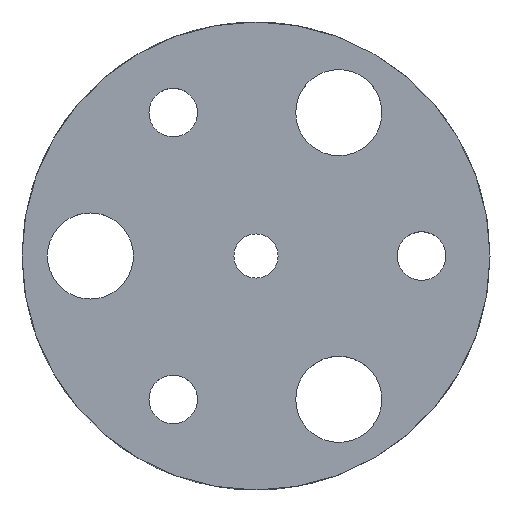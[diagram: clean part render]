
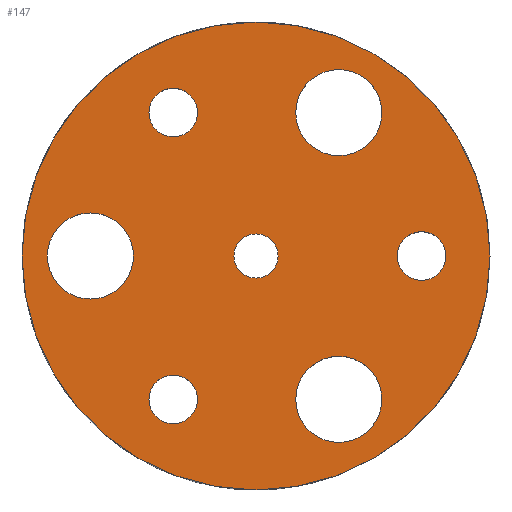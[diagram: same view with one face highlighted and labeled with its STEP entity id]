
A CAD part, top view. The second image highlights one B-rep face of the part: STEP entity #147.
In plain terms, the highlighted planar face has unit normal (0, 0, 1).
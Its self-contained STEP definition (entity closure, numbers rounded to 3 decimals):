
#3 = CARTESIAN_POINT ( 'NONE',  ( 175.445, 183.36, 3.7 ) ) ;
#6 = VERTEX_POINT ( 'NONE', #1133 ) ;
#11 = AXIS2_PLACEMENT_3D ( 'NONE', #806, #39, #733 ) ;
#12 = AXIS2_PLACEMENT_3D ( 'NONE', #991, #356, #104 ) ;
#14 = DIRECTION ( 'NONE',  ( 1., 0., 0. ) ) ;
#18 = ORIENTED_EDGE ( 'NONE', *, *, #244, .F. ) ;
#30 = AXIS2_PLACEMENT_3D ( 'NONE', #598, #501, #867 ) ;
#39 = DIRECTION ( 'NONE',  ( 0., 0., 1. ) ) ;
#62 = EDGE_CURVE ( 'NONE', #6, #557, #1094, .T. ) ;
#64 = CARTESIAN_POINT ( 'NONE',  ( 178.37, 183.36, 3.7 ) ) ;
#78 = PLANE ( 'NONE',  #30 ) ;
#90 = VERTEX_POINT ( 'NONE', #451 ) ;
#92 = ORIENTED_EDGE ( 'NONE', *, *, #508, .F. ) ;
#95 = DIRECTION ( 'NONE',  ( 1., 0., 0. ) ) ;
#100 = VERTEX_POINT ( 'NONE', #972 ) ;
#102 = AXIS2_PLACEMENT_3D ( 'NONE', #407, #763, #247 ) ;
#103 = AXIS2_PLACEMENT_3D ( 'NONE', #3, #869, #588 ) ;
#104 = DIRECTION ( 'NONE',  ( 1., 0., 0. ) ) ;
#112 = VERTEX_POINT ( 'NONE', #633 ) ;
#120 = CARTESIAN_POINT ( 'NONE',  ( 181.07, 173.618, 3.7 ) ) ;
#125 = CARTESIAN_POINT ( 'NONE',  ( 169.82, 173.618, 3.7 ) ) ;
#128 = CARTESIAN_POINT ( 'NONE',  ( 175.445, 183.36, 3.7 ) ) ;
#137 = AXIS2_PLACEMENT_3D ( 'NONE', #1007, #1083, #535 ) ;
#138 = CARTESIAN_POINT ( 'NONE',  ( 171.32, 173.618, 3.7 ) ) ;
#139 = EDGE_CURVE ( 'NONE', #557, #6, #834, .T. ) ;
#140 = CIRCLE ( 'NONE', #12, 1.65 ) ;
#147 = ADVANCED_FACE ( 'NONE', ( #673, #1049, #1120, #240, #691, #1052, #861, #1126 ), #78, .T. ) ;
#149 = ORIENTED_EDGE ( 'NONE', *, *, #62, .F. ) ;
#152 = EDGE_LOOP ( 'NONE', ( #564, #185 ) ) ;
#160 = CIRCLE ( 'NONE', #623, 2.925 ) ;
#161 = CIRCLE ( 'NONE', #645, 1.5 ) ;
#170 = ORIENTED_EDGE ( 'NONE', *, *, #288, .T. ) ;
#174 = CARTESIAN_POINT ( 'NONE',  ( 169.82, 173.618, 3.7 ) ) ;
#175 = AXIS2_PLACEMENT_3D ( 'NONE', #174, #685, #773 ) ;
#181 = DIRECTION ( 'NONE',  ( 0., 0., 1. ) ) ;
#185 = ORIENTED_EDGE ( 'NONE', *, *, #518, .F. ) ;
#202 = CARTESIAN_POINT ( 'NONE',  ( 179.42, 173.618, 3.7 ) ) ;
#207 = DIRECTION ( 'NONE',  ( 0., 0., 1. ) ) ;
#212 = CIRCLE ( 'NONE', #175, 15.9 ) ;
#233 = ORIENTED_EDGE ( 'NONE', *, *, #862, .F. ) ;
#239 = DIRECTION ( 'NONE',  ( 1., 0., 0. ) ) ;
#240 = FACE_OUTER_BOUND ( 'NONE', #899, .T. ) ;
#244 = EDGE_CURVE ( 'NONE', #883, #100, #140, .T. ) ;
#247 = DIRECTION ( 'NONE',  ( 1., 0., 0. ) ) ;
#256 = EDGE_LOOP ( 'NONE', ( #629, #1002 ) ) ;
#259 = AXIS2_PLACEMENT_3D ( 'NONE', #693, #181, #95 ) ;
#288 = EDGE_CURVE ( 'NONE', #429, #770, #420, .T. ) ;
#289 = ORIENTED_EDGE ( 'NONE', *, *, #992, .F. ) ;
#294 = CIRCLE ( 'NONE', #1130, 1.65 ) ;
#305 = CARTESIAN_POINT ( 'NONE',  ( 178.37, 163.875, 3.7 ) ) ;
#307 = VERTEX_POINT ( 'NONE', #802 ) ;
#320 = EDGE_CURVE ( 'NONE', #1064, #627, #294, .T. ) ;
#328 = ORIENTED_EDGE ( 'NONE', *, *, #1116, .F. ) ;
#330 = AXIS2_PLACEMENT_3D ( 'NONE', #597, #488, #503 ) ;
#334 = EDGE_LOOP ( 'NONE', ( #809, #18 ) ) ;
#347 = CIRCLE ( 'NONE', #1009, 2.925 ) ;
#350 = VERTEX_POINT ( 'NONE', #846 ) ;
#356 = DIRECTION ( 'NONE',  ( 0., 0., 1. ) ) ;
#369 = EDGE_CURVE ( 'NONE', #100, #883, #453, .T. ) ;
#372 = VERTEX_POINT ( 'NONE', #64 ) ;
#376 = VERTEX_POINT ( 'NONE', #138 ) ;
#379 = CARTESIAN_POINT ( 'NONE',  ( 165.845, 183.36, 3.7 ) ) ;
#385 = ORIENTED_EDGE ( 'NONE', *, *, #139, .F. ) ;
#407 = CARTESIAN_POINT ( 'NONE',  ( 164.195, 163.875, 3.7 ) ) ;
#420 = CIRCLE ( 'NONE', #643, 15.9 ) ;
#429 = VERTEX_POINT ( 'NONE', #472 ) ;
#431 = CARTESIAN_POINT ( 'NONE',  ( 169.82, 173.618, 3.7 ) ) ;
#433 = CIRCLE ( 'NONE', #330, 2.925 ) ;
#447 = DIRECTION ( 'NONE',  ( 0., 0., 1. ) ) ;
#451 = CARTESIAN_POINT ( 'NONE',  ( 161.495, 173.618, 3.7 ) ) ;
#453 = CIRCLE ( 'NONE', #509, 1.65 ) ;
#472 = CARTESIAN_POINT ( 'NONE',  ( 185.72, 173.618, 3.7 ) ) ;
#476 = ORIENTED_EDGE ( 'NONE', *, *, #771, .F. ) ;
#488 = DIRECTION ( 'NONE',  ( 0., 0., 1. ) ) ;
#501 = DIRECTION ( 'NONE',  ( 0., 0., 1. ) ) ;
#503 = DIRECTION ( 'NONE',  ( 1., 0., 0. ) ) ;
#508 = EDGE_CURVE ( 'NONE', #90, #1127, #433, .T. ) ;
#509 = AXIS2_PLACEMENT_3D ( 'NONE', #1001, #644, #566 ) ;
#518 = EDGE_CURVE ( 'NONE', #372, #112, #583, .T. ) ;
#535 = DIRECTION ( 'NONE',  ( 1., 0., 0. ) ) ;
#555 = EDGE_CURVE ( 'NONE', #770, #429, #212, .T. ) ;
#557 = VERTEX_POINT ( 'NONE', #571 ) ;
#558 = DIRECTION ( 'NONE',  ( 1., 0., 0. ) ) ;
#562 = CIRCLE ( 'NONE', #259, 1.65 ) ;
#564 = ORIENTED_EDGE ( 'NONE', *, *, #1088, .F. ) ;
#566 = DIRECTION ( 'NONE',  ( 1., 0., 0. ) ) ;
#568 = EDGE_CURVE ( 'NONE', #350, #799, #160, .T. ) ;
#571 = CARTESIAN_POINT ( 'NONE',  ( 162.545, 163.875, 3.7 ) ) ;
#578 = AXIS2_PLACEMENT_3D ( 'NONE', #128, #742, #732 ) ;
#583 = CIRCLE ( 'NONE', #103, 2.925 ) ;
#588 = DIRECTION ( 'NONE',  ( 1., 0., 0. ) ) ;
#597 = CARTESIAN_POINT ( 'NONE',  ( 158.57, 173.618, 3.7 ) ) ;
#598 = CARTESIAN_POINT ( 'NONE',  ( 169.82, 173.618, 3.7 ) ) ;
#622 = EDGE_LOOP ( 'NONE', ( #476, #233 ) ) ;
#623 = AXIS2_PLACEMENT_3D ( 'NONE', #940, #762, #239 ) ;
#627 = VERTEX_POINT ( 'NONE', #202 ) ;
#629 = ORIENTED_EDGE ( 'NONE', *, *, #729, .F. ) ;
#633 = CARTESIAN_POINT ( 'NONE',  ( 172.52, 183.36, 3.7 ) ) ;
#643 = AXIS2_PLACEMENT_3D ( 'NONE', #431, #718, #984 ) ;
#644 = DIRECTION ( 'NONE',  ( 0., 0., 1. ) ) ;
#645 = AXIS2_PLACEMENT_3D ( 'NONE', #725, #655, #1090 ) ;
#655 = DIRECTION ( 'NONE',  ( 0., 0., 1. ) ) ;
#669 = EDGE_LOOP ( 'NONE', ( #328, #92 ) ) ;
#673 = FACE_BOUND ( 'NONE', #152, .T. ) ;
#685 = DIRECTION ( 'NONE',  ( 0., 0., 1. ) ) ;
#691 = FACE_BOUND ( 'NONE', #256, .T. ) ;
#693 = CARTESIAN_POINT ( 'NONE',  ( 181.07, 173.618, 3.7 ) ) ;
#694 = CIRCLE ( 'NONE', #578, 2.925 ) ;
#697 = ORIENTED_EDGE ( 'NONE', *, *, #568, .F. ) ;
#718 = DIRECTION ( 'NONE',  ( 0., 0., 1. ) ) ;
#723 = CARTESIAN_POINT ( 'NONE',  ( 175.445, 163.875, 3.7 ) ) ;
#725 = CARTESIAN_POINT ( 'NONE',  ( 169.82, 173.618, 3.7 ) ) ;
#729 = EDGE_CURVE ( 'NONE', #627, #1064, #562, .T. ) ;
#732 = DIRECTION ( 'NONE',  ( 1., 0., 0. ) ) ;
#733 = DIRECTION ( 'NONE',  ( 1., 0., 0. ) ) ;
#742 = DIRECTION ( 'NONE',  ( 0., 0., 1. ) ) ;
#748 = CARTESIAN_POINT ( 'NONE',  ( 153.92, 173.618, 3.7 ) ) ;
#762 = DIRECTION ( 'NONE',  ( 0., 0., 1. ) ) ;
#763 = DIRECTION ( 'NONE',  ( 0., 0., 1. ) ) ;
#770 = VERTEX_POINT ( 'NONE', #748 ) ;
#771 = EDGE_CURVE ( 'NONE', #307, #376, #837, .T. ) ;
#773 = DIRECTION ( 'NONE',  ( 1., 0., 0. ) ) ;
#777 = ORIENTED_EDGE ( 'NONE', *, *, #555, .T. ) ;
#799 = VERTEX_POINT ( 'NONE', #305 ) ;
#802 = CARTESIAN_POINT ( 'NONE',  ( 168.32, 173.618, 3.7 ) ) ;
#806 = CARTESIAN_POINT ( 'NONE',  ( 164.195, 163.875, 3.7 ) ) ;
#809 = ORIENTED_EDGE ( 'NONE', *, *, #369, .F. ) ;
#814 = CARTESIAN_POINT ( 'NONE',  ( 155.645, 173.618, 3.7 ) ) ;
#834 = CIRCLE ( 'NONE', #102, 1.65 ) ;
#837 = CIRCLE ( 'NONE', #1059, 1.5 ) ;
#842 = DIRECTION ( 'NONE',  ( 1., 0., 0. ) ) ;
#846 = CARTESIAN_POINT ( 'NONE',  ( 172.52, 163.875, 3.7 ) ) ;
#861 = FACE_BOUND ( 'NONE', #334, .T. ) ;
#862 = EDGE_CURVE ( 'NONE', #376, #307, #161, .T. ) ;
#867 = DIRECTION ( 'NONE',  ( 1., 0., 0. ) ) ;
#869 = DIRECTION ( 'NONE',  ( 0., 0., 1. ) ) ;
#882 = EDGE_LOOP ( 'NONE', ( #385, #149 ) ) ;
#883 = VERTEX_POINT ( 'NONE', #379 ) ;
#899 = EDGE_LOOP ( 'NONE', ( #777, #170 ) ) ;
#921 = DIRECTION ( 'NONE',  ( 0., 0., 1. ) ) ;
#940 = CARTESIAN_POINT ( 'NONE',  ( 175.445, 163.875, 3.7 ) ) ;
#951 = CARTESIAN_POINT ( 'NONE',  ( 182.72, 173.618, 3.7 ) ) ;
#972 = CARTESIAN_POINT ( 'NONE',  ( 162.545, 183.36, 3.7 ) ) ;
#973 = EDGE_LOOP ( 'NONE', ( #697, #289 ) ) ;
#984 = DIRECTION ( 'NONE',  ( 1., 0., 0. ) ) ;
#991 = CARTESIAN_POINT ( 'NONE',  ( 164.195, 183.36, 3.7 ) ) ;
#992 = EDGE_CURVE ( 'NONE', #799, #350, #347, .T. ) ;
#1001 = CARTESIAN_POINT ( 'NONE',  ( 164.195, 183.36, 3.7 ) ) ;
#1002 = ORIENTED_EDGE ( 'NONE', *, *, #320, .F. ) ;
#1007 = CARTESIAN_POINT ( 'NONE',  ( 158.57, 173.618, 3.7 ) ) ;
#1009 = AXIS2_PLACEMENT_3D ( 'NONE', #723, #921, #558 ) ;
#1049 = FACE_BOUND ( 'NONE', #882, .T. ) ;
#1052 = FACE_BOUND ( 'NONE', #622, .T. ) ;
#1059 = AXIS2_PLACEMENT_3D ( 'NONE', #125, #207, #842 ) ;
#1064 = VERTEX_POINT ( 'NONE', #951 ) ;
#1083 = DIRECTION ( 'NONE',  ( 0., 0., 1. ) ) ;
#1088 = EDGE_CURVE ( 'NONE', #112, #372, #694, .T. ) ;
#1090 = DIRECTION ( 'NONE',  ( 1., 0., 0. ) ) ;
#1094 = CIRCLE ( 'NONE', #11, 1.65 ) ;
#1116 = EDGE_CURVE ( 'NONE', #1127, #90, #1128, .T. ) ;
#1120 = FACE_BOUND ( 'NONE', #669, .T. ) ;
#1126 = FACE_BOUND ( 'NONE', #973, .T. ) ;
#1127 = VERTEX_POINT ( 'NONE', #814 ) ;
#1128 = CIRCLE ( 'NONE', #137, 2.925 ) ;
#1130 = AXIS2_PLACEMENT_3D ( 'NONE', #120, #447, #14 ) ;
#1133 = CARTESIAN_POINT ( 'NONE',  ( 165.845, 163.875, 3.7 ) ) ;
